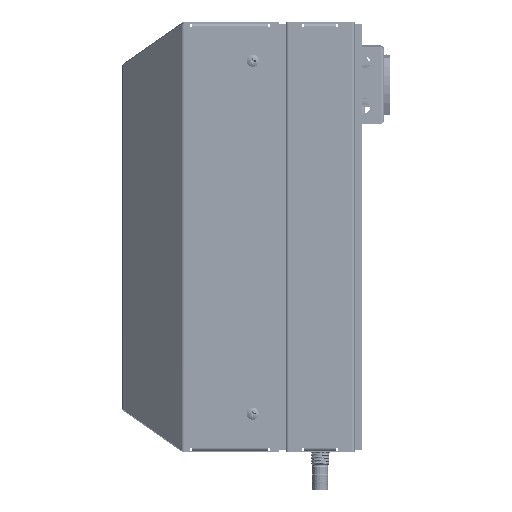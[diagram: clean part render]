
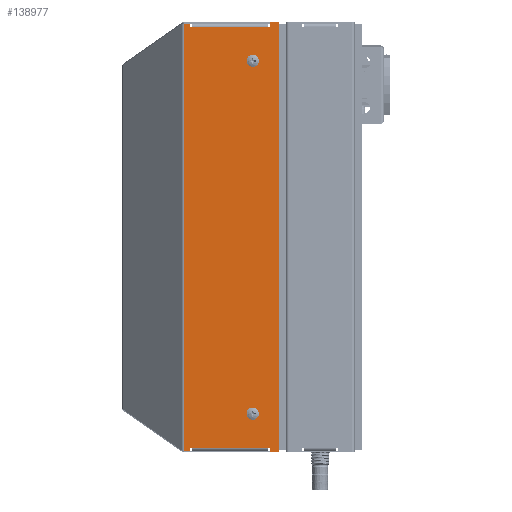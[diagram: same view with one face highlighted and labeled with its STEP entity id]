
A CAD part, left-side view. The second image highlights one B-rep face of the part: STEP entity #138977.
In plain terms, the highlighted face is planar.
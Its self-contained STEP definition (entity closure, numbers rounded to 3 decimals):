
#102909=DIRECTION('',(0.,-1.,0.));
#102910=VECTOR('',#102909,1.);
#102911=CARTESIAN_POINT('',(137.25,55.672,176.25));
#102912=LINE('',#102911,#102910);
#102916=DIRECTION('',(-1.,0.,0.));
#102917=VECTOR('',#102916,280.5);
#102918=CARTESIAN_POINT('',(140.25,-2.,176.25));
#102919=LINE('',#102918,#102917);
#102923=DIRECTION('',(0.,1.,0.));
#102924=VECTOR('',#102923,5.672);
#102925=CARTESIAN_POINT('',(-140.25,-2.,176.25));
#102926=LINE('',#102925,#102924);
#102930=DIRECTION('',(1.,0.,0.));
#102931=VECTOR('',#102930,3.);
#102932=CARTESIAN_POINT('',(-140.25,3.672,176.25));
#102933=LINE('',#102932,#102931);
#102937=DIRECTION('',(0.,1.,0.));
#102938=VECTOR('',#102937,1.);
#102939=CARTESIAN_POINT('',(-137.25,3.672,176.25));
#102940=LINE('',#102939,#102938);
#102944=DIRECTION('',(-1.,0.,0.));
#102945=VECTOR('',#102944,2.);
#102946=CARTESIAN_POINT('',(-137.25,55.672,176.25));
#102947=LINE('',#102946,#102945);
#102951=DIRECTION('',(0.,1.,0.));
#102952=VECTOR('',#102951,4.);
#102953=CARTESIAN_POINT('',(-139.25,55.672,176.25));
#102954=LINE('',#102953,#102952);
#102958=CARTESIAN_POINT('',(115.,14.95,176.25));
#102959=DIRECTION('',(0.,0.,1.));
#102960=DIRECTION('',(1.,0.,0.));
#102961=AXIS2_PLACEMENT_3D('',#102958,#102959,#102960);
#102966=CARTESIAN_POINT('',(115.,14.95,176.25));
#102967=DIRECTION('',(0.,0.,1.));
#102968=DIRECTION('',(-1.,0.,0.));
#102969=AXIS2_PLACEMENT_3D('',#102966,#102967,#102968);
#102974=CARTESIAN_POINT('',(-115.,14.95,176.25));
#102975=DIRECTION('',(0.,0.,1.));
#102976=DIRECTION('',(1.,0.,0.));
#102977=AXIS2_PLACEMENT_3D('',#102974,#102975,#102976);
#102982=CARTESIAN_POINT('',(-115.,14.95,176.25));
#102983=DIRECTION('',(0.,0.,1.));
#102984=DIRECTION('',(-1.,0.,0.));
#102985=AXIS2_PLACEMENT_3D('',#102982,#102983,#102984);
#103007=DIRECTION('',(-1.,0.,0.));
#103008=VECTOR('',#103007,278.5);
#103009=CARTESIAN_POINT('',(139.25,59.672,176.25));
#103010=LINE('',#103009,#103008);
#110481=DIRECTION('',(0.,1.,0.));
#110482=VECTOR('',#110481,5.672);
#110483=CARTESIAN_POINT('',(140.25,-2.,176.25));
#110484=LINE('',#110483,#110482);
#110495=DIRECTION('',(-1.,0.,0.));
#110496=VECTOR('',#110495,3.);
#110497=CARTESIAN_POINT('',(140.25,3.672,176.25));
#110498=LINE('',#110497,#110496);
#110523=DIRECTION('',(0.,1.,0.));
#110524=VECTOR('',#110523,1.);
#110525=CARTESIAN_POINT('',(137.25,3.672,176.25));
#110526=LINE('',#110525,#110524);
#110553=DIRECTION('',(0.,1.,0.));
#110554=VECTOR('',#110553,50.);
#110555=CARTESIAN_POINT('',(137.25,4.672,176.25));
#110556=LINE('',#110555,#110554);
#110604=DIRECTION('',(1.,0.,0.));
#110605=VECTOR('',#110604,2.);
#110606=CARTESIAN_POINT('',(137.25,55.672,176.25));
#110607=LINE('',#110606,#110605);
#110625=DIRECTION('',(0.,1.,0.));
#110626=VECTOR('',#110625,4.);
#110627=CARTESIAN_POINT('',(139.25,55.672,176.25));
#110628=LINE('',#110627,#110626);
#110901=DIRECTION('',(0.,-1.,0.));
#110902=VECTOR('',#110901,1.);
#110903=CARTESIAN_POINT('',(-137.25,55.672,176.25));
#110904=LINE('',#110903,#110902);
#111022=DIRECTION('',(0.,-1.,0.));
#111023=VECTOR('',#111022,50.);
#111024=CARTESIAN_POINT('',(-137.25,54.672,176.25));
#111025=LINE('',#111024,#111023);
#133625=CARTESIAN_POINT('',(139.25,59.672,176.25));
#133626=CARTESIAN_POINT('',(-139.25,59.672,176.25));
#133627=VERTEX_POINT('',#133625);
#133628=VERTEX_POINT('',#133626);
#133629=CARTESIAN_POINT('',(139.25,55.672,176.25));
#133630=VERTEX_POINT('',#133629);
#133631=CARTESIAN_POINT('',(137.25,55.672,176.25));
#133632=VERTEX_POINT('',#133631);
#133633=CARTESIAN_POINT('',(137.25,54.672,176.25));
#133634=VERTEX_POINT('',#133633);
#133635=CARTESIAN_POINT('',(137.25,4.672,176.25));
#133636=VERTEX_POINT('',#133635);
#133637=CARTESIAN_POINT('',(137.25,3.672,176.25));
#133638=VERTEX_POINT('',#133637);
#133639=CARTESIAN_POINT('',(140.25,3.672,176.25));
#133640=VERTEX_POINT('',#133639);
#133641=CARTESIAN_POINT('',(140.25,-2.,176.25));
#133642=VERTEX_POINT('',#133641);
#133643=CARTESIAN_POINT('',(-140.25,-2.,176.25));
#133644=VERTEX_POINT('',#133643);
#133645=CARTESIAN_POINT('',(-140.25,3.672,176.25));
#133646=VERTEX_POINT('',#133645);
#133647=CARTESIAN_POINT('',(-137.25,3.672,176.25));
#133648=VERTEX_POINT('',#133647);
#133649=CARTESIAN_POINT('',(-137.25,4.672,176.25));
#133650=VERTEX_POINT('',#133649);
#133651=CARTESIAN_POINT('',(-137.25,54.672,176.25));
#133652=VERTEX_POINT('',#133651);
#133653=CARTESIAN_POINT('',(-137.25,55.672,176.25));
#133654=VERTEX_POINT('',#133653);
#133655=CARTESIAN_POINT('',(-139.25,55.672,176.25));
#133656=VERTEX_POINT('',#133655);
#133657=CARTESIAN_POINT('',(117.25,14.95,176.25));
#133658=CARTESIAN_POINT('',(112.75,14.95,176.25));
#133659=VERTEX_POINT('',#133657);
#133660=VERTEX_POINT('',#133658);
#133661=CARTESIAN_POINT('',(-112.75,14.95,176.25));
#133662=CARTESIAN_POINT('',(-117.25,14.95,176.25));
#133663=VERTEX_POINT('',#133661);
#133664=VERTEX_POINT('',#133662);
#138926=CARTESIAN_POINT('',(0.,0.,176.25));
#138927=DIRECTION('',(0.,0.,1.));
#138928=DIRECTION('',(1.,0.,0.));
#138929=AXIS2_PLACEMENT_3D('',#138926,#138927,#138928);
#138930=PLANE('',#138929);
#138932=ORIENTED_EDGE('',*,*,#138931,.F.);
#138934=ORIENTED_EDGE('',*,*,#138933,.F.);
#138936=ORIENTED_EDGE('',*,*,#138935,.F.);
#138938=ORIENTED_EDGE('',*,*,#138937,.T.);
#138940=ORIENTED_EDGE('',*,*,#138939,.F.);
#138942=ORIENTED_EDGE('',*,*,#138941,.F.);
#138944=ORIENTED_EDGE('',*,*,#138943,.F.);
#138946=ORIENTED_EDGE('',*,*,#138945,.F.);
#138948=ORIENTED_EDGE('',*,*,#138947,.T.);
#138950=ORIENTED_EDGE('',*,*,#138949,.T.);
#138952=ORIENTED_EDGE('',*,*,#138951,.T.);
#138954=ORIENTED_EDGE('',*,*,#138953,.T.);
#138956=ORIENTED_EDGE('',*,*,#138955,.F.);
#138958=ORIENTED_EDGE('',*,*,#138957,.F.);
#138960=ORIENTED_EDGE('',*,*,#138959,.T.);
#138962=ORIENTED_EDGE('',*,*,#138961,.T.);
#138963=EDGE_LOOP('',(#138932,#138934,#138936,#138938,#138940,#138942,#138944,
#138946,#138948,#138950,#138952,#138954,#138956,#138958,#138960,#138962));
#138964=FACE_OUTER_BOUND('',#138963,.F.);
#138966=ORIENTED_EDGE('',*,*,#138965,.T.);
#138968=ORIENTED_EDGE('',*,*,#138967,.T.);
#138969=EDGE_LOOP('',(#138966,#138968));
#138970=FACE_BOUND('',#138969,.F.);
#138972=ORIENTED_EDGE('',*,*,#138971,.T.);
#138974=ORIENTED_EDGE('',*,*,#138973,.T.);
#138975=EDGE_LOOP('',(#138972,#138974));
#138976=FACE_BOUND('',#138975,.F.);
#102962=CIRCLE('',#102961,2.25);
#102970=CIRCLE('',#102969,2.25);
#102978=CIRCLE('',#102977,2.25);
#102986=CIRCLE('',#102985,2.25);
#138931=EDGE_CURVE('',#133627,#133628,#103010,.T.);
#138933=EDGE_CURVE('',#133630,#133627,#110628,.T.);
#138935=EDGE_CURVE('',#133632,#133630,#110607,.T.);
#138937=EDGE_CURVE('',#133632,#133634,#102912,.T.);
#138939=EDGE_CURVE('',#133636,#133634,#110556,.T.);
#138941=EDGE_CURVE('',#133638,#133636,#110526,.T.);
#138943=EDGE_CURVE('',#133640,#133638,#110498,.T.);
#138945=EDGE_CURVE('',#133642,#133640,#110484,.T.);
#138947=EDGE_CURVE('',#133642,#133644,#102919,.T.);
#138949=EDGE_CURVE('',#133644,#133646,#102926,.T.);
#138951=EDGE_CURVE('',#133646,#133648,#102933,.T.);
#138953=EDGE_CURVE('',#133648,#133650,#102940,.T.);
#138955=EDGE_CURVE('',#133652,#133650,#111025,.T.);
#138957=EDGE_CURVE('',#133654,#133652,#110904,.T.);
#138959=EDGE_CURVE('',#133654,#133656,#102947,.T.);
#138961=EDGE_CURVE('',#133656,#133628,#102954,.T.);
#138965=EDGE_CURVE('',#133659,#133660,#102962,.T.);
#138967=EDGE_CURVE('',#133660,#133659,#102970,.T.);
#138971=EDGE_CURVE('',#133663,#133664,#102978,.T.);
#138973=EDGE_CURVE('',#133664,#133663,#102986,.T.);
#138977=ADVANCED_FACE('',(#138964,#138970,#138976),#138930,.T.);
